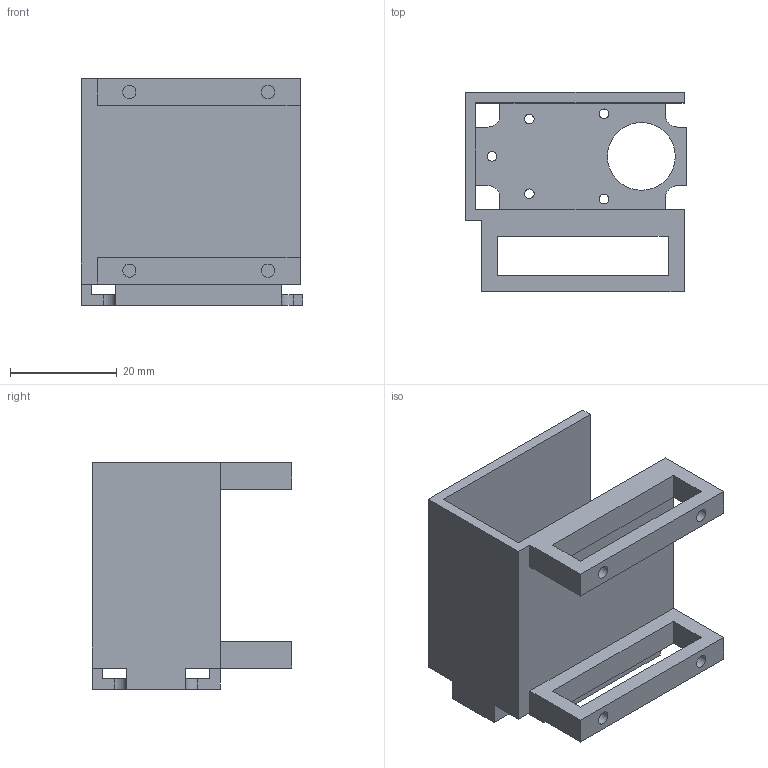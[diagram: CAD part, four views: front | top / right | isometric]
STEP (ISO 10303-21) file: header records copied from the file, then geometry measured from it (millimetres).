
FILE_DESCRIPTION(/* description */ (''),/* implementation_level */ '2;1');
FILE_NAME(/* name */ 'servo tutucu govde v1.step',/* time_stamp */ '2023-04-22T11:58:01+03:00',/* author */ (''),/* organization */ (''),/* preprocessor_version */ 'ST-DEVELOPER v19.2',/* originating_system */ 'Autodesk Translation Framework v12.4.0.73',/* authorisation */ '');
FILE_SCHEMA (('AUTOMOTIVE_DESIGN { 1 0 10303 214 3 1 1 }'));
Length unit declared in the file: millimetre
Products named in the file (5): servo tutucu govde; Component10; Component11; Component12; Screw 3 v1
Assembly tree (7 placements, depth 2):
  servo tutucu govde
    Component10
    Component11
    Component12
    Screw 3 v1  x4
Bounding box: 41.5 x 37.41 x 42.5 mm (x, y, z)
Volume: 12260.6 mm3; surface area: 12480.7 mm2
Topology: 1 solids, 1 shells, 52 faces, 171 edges, 117 vertices
Faces by surface type: plane 38, cylinder 14
Full cylindrical faces by diameter (mm): 1.8 x5, 2.5 x4, 12.7 x1
Entity records: 2101 total; most frequent: CARTESIAN_POINT 352, ORIENTED_EDGE 342, DIRECTION 327, EDGE_CURVE 171, LINE 143, VECTOR 143, VERTEX_POINT 117, AXIS2_PLACEMENT_3D 92
